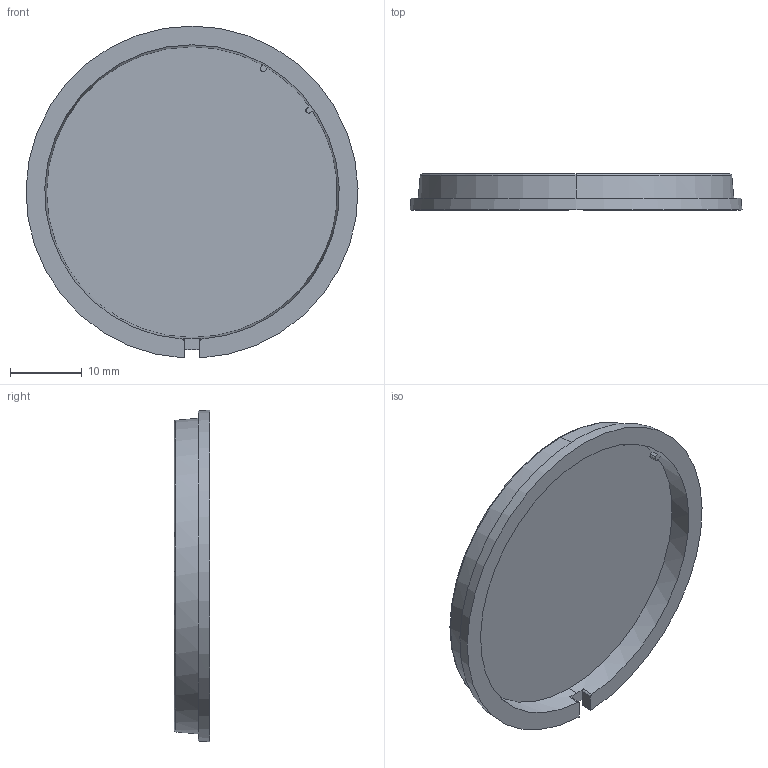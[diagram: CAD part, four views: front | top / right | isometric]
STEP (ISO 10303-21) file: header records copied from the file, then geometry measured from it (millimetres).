
FILE_DESCRIPTION (( 'STEP AP203' ), '1' );
FILE_NAME ('50-90-00 Rev C Overlay.STEP', '2017-03-22T17:03:28', ( '' ), ( '' ), 'SwSTEP 2.0', 'SolidWorks 2016', '' );
FILE_SCHEMA (( 'CONFIG_CONTROL_DESIGN' ));
Length unit declared in the file: millimetre
Products named in the file (1): 50-90-00 Rev C Overlay
Bounding box: 46.12 x 5 x 46.11 mm (x, y, z)
Volume: 3150.6 mm3; surface area: 4321.2 mm2
Topology: 1 solids, 1 shells, 26 faces, 66 edges, 43 vertices
Faces by surface type: plane 13, cone 7, torus 2, sphere 2, bspline 2
Entity records: 921 total; most frequent: CARTESIAN_POINT 220, DIRECTION 132, ORIENTED_EDGE 132, EDGE_CURVE 66, AXIS2_PLACEMENT_3D 55, VERTEX_POINT 43, CIRCLE 30, EDGE_LOOP 27
